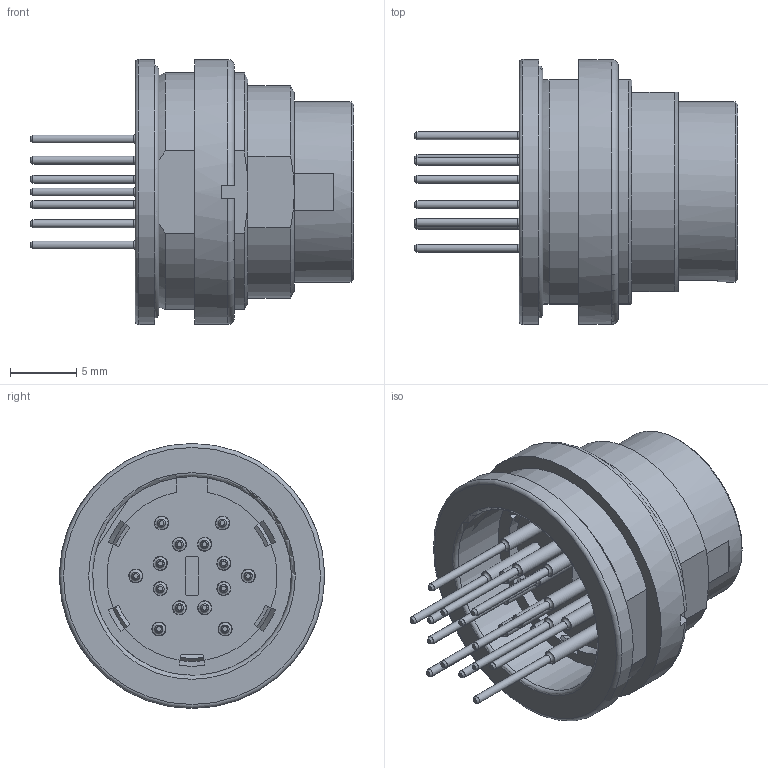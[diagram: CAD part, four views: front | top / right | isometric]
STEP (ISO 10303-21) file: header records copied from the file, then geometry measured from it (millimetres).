
FILE_DESCRIPTION(/* description */ (''),/* implementation_level */ '2;1');
FILE_NAME(/* name */ '09-0453-90-14_bg.stp',/* time_stamp */ '2011-04-05T10:34:10+02:00',/* author */ (''),/* organization */ (''),/* preprocessor_version */ 'ST-DEVELOPER v11',/* originating_system */ 'UGS - NX 5.0',/* authorisation */ '');
FILE_SCHEMA (('CONFIG_CONTROL_DESIGN'));
Length unit declared in the file: millimetre
Products named in the file (1): kborD50063jc
Bounding box: 24.4 x 20 x 20 mm (x, y, z)
Volume: 2279 mm3; surface area: 2834.6 mm2
Topology: 1 solids, 1 shells, 237 faces, 590 edges, 375 vertices
Faces by surface type: plane 83, cylinder 73, cone 46, torus 20, sphere 14, bspline 1
Full cylindrical faces by diameter (mm): 0.6 x14, 1 x14, 1.05 x14, 12 x1, 13.6 x1, 15 x1, 20 x2
Entity records: 6324 total; most frequent: CARTESIAN_POINT 1237, DIRECTION 1096, ORIENTED_EDGE 866, AXIS2_PLACEMENT_3D 460, EDGE_CURVE 433, EDGE_LOOP 367, VERTEX_POINT 326, ADVANCED_FACE 237
